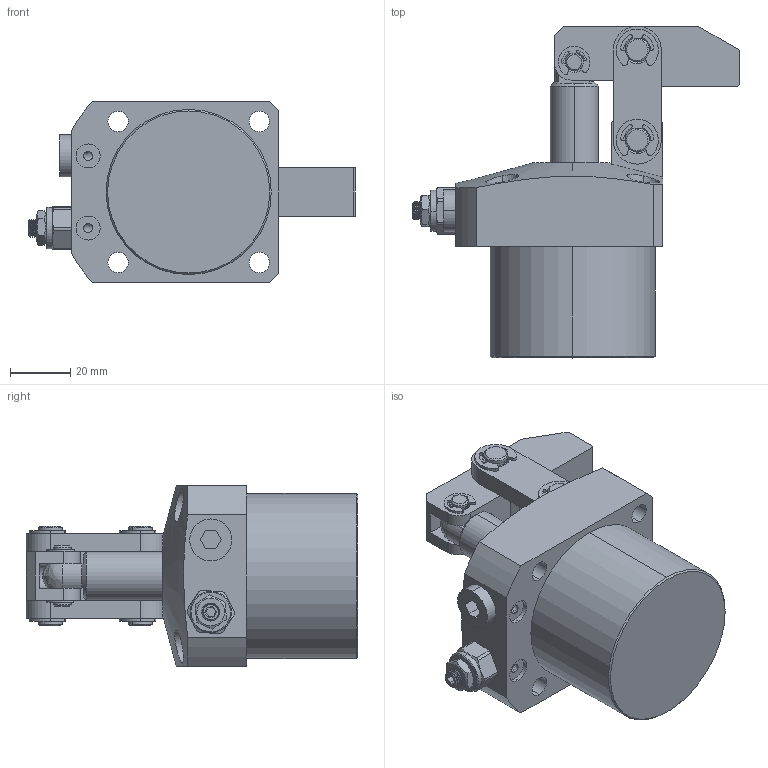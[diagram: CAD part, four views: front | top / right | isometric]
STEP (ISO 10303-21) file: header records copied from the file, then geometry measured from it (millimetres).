
FILE_DESCRIPTION (( 'STEP AP203' ), '1' );
FILE_NAME ('CLKA-055C油压杠杆缸三维图.STEP', '2019-04-18T00:05:32', ( 'User' ), ( 'china' ), 'SwSTEP 2.0', 'SolidWorks 2018', '' );
FILE_SCHEMA (( 'CONFIG_CONTROL_DESIGN' ));
Length unit declared in the file: millimetre
Products named in the file (11): 40蟀裝1_3_1_3; 囀鞠褒黑芛郔陔1-8_1; CZL10覃厒概002; 40酗种_3_3; 055G掛极; 开口挡圈8_3_3; CLKA-055C油压杠杆缸三维图; CLKA-055活塞杆_3; CLKA-40揤旋2_3_3; 40傻种1_3_3; 开口挡圈6_3_3
Assembly tree (16 placements, depth 2):
  CLKA-055C油压杠杆缸三维图
    40酗种_3_3  x2
    开口挡圈8_3_3  x4
    CLKA-055活塞杆_3
    CLKA-40揤旋2_3_3
    40傻种1_3_3
    开口挡圈6_3_3  x2
    40蟀裝1_3_1_3  x2
    囀鞠褒黑芛郔陔1-8_1
    CZL10覃厒概002
    055G掛极
Bounding box: 108.8 x 110.5 x 60 mm (x, y, z)
Volume: 188418.9 mm3; surface area: 53720.7 mm2
Topology: 18 solids, 18 shells, 585 faces, 1498 edges, 970 vertices
Faces by surface type: cylinder 301, plane 171, cone 87, torus 16, bspline 10
Entity records: 18069 total; most frequent: CARTESIAN_POINT 6320, DIRECTION 2246, ORIENTED_EDGE 2172, EDGE_CURVE 1086, AXIS2_PLACEMENT_3D 894, VERTEX_POINT 699, EDGE_LOOP 493, VECTOR 458
